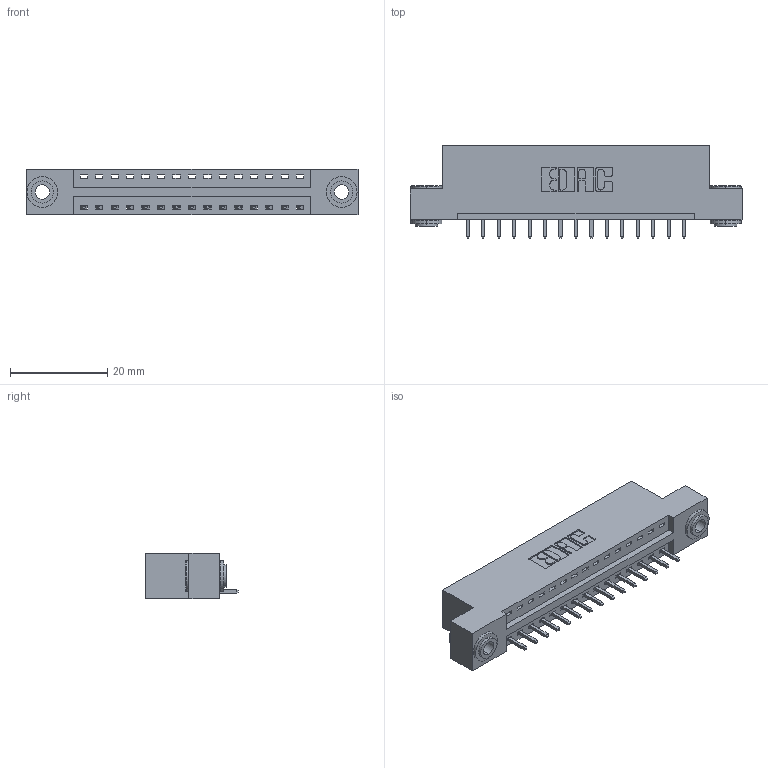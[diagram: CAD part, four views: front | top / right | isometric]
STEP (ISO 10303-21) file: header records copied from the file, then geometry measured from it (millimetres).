
FILE_DESCRIPTION (( 'STEP AP203' ), '1' );
FILE_NAME ('346-015-521-103.STEP', '2022-05-05T07:45:33', ( '' ), ( '' ), 'SwSTEP 2.0', 'SolidWorks 2020', '' );
FILE_SCHEMA (( 'CONFIG_CONTROL_DESIGN' ));
Length unit declared in the file: inch
Products named in the file (4): 346 Part_Flush Mounting Lugs - 0.156 Dia-TH; 346-015-521-103; 345-250-002_345-250-002-102; 345-292-001_345-293-121
Assembly tree (18 placements, depth 2):
  346-015-521-103
    346 Part_Flush Mounting Lugs - 0.156 Dia-TH
    345-292-001_345-293-121  x15
    345-250-002_345-250-002-102  x2
Bounding box: 68.2 x 19.05 x 9.4 mm (x, y, z)
Volume: 6300.8 mm3; surface area: 7665.5 mm2
Topology: 18 solids, 18 shells, 1044 faces, 3081 edges, 2030 vertices
Faces by surface type: plane 700, cylinder 336, cone 8
Entity records: 14028 total; most frequent: CARTESIAN_POINT 2394, ORIENTED_EDGE 2334, DIRECTION 2175, EDGE_CURVE 1167, LINE 951, VECTOR 951, VERTEX_POINT 774, AXIS2_PLACEMENT_3D 612
